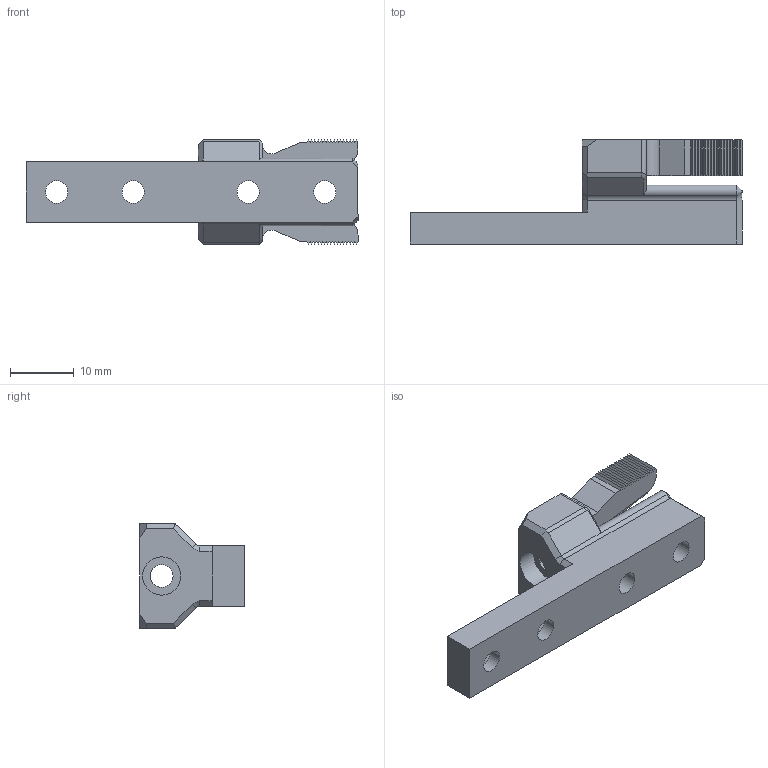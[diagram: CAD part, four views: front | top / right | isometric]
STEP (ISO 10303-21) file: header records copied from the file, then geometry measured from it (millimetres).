
FILE_DESCRIPTION(/* description */ (''),/* implementation_level */ '2;1');
FILE_NAME(/* name */ 'Long Locking Element.step',/* time_stamp */ '2021-05-26T02:14:27+02:00',/* author */ (''),/* organization */ (''),/* preprocessor_version */ 'ST-DEVELOPER v18.1',/* originating_system */ 'Autodesk Translation Framework v10.9.0.1377',/* authorisation */ '');
FILE_SCHEMA (('AUTOMOTIVE_DESIGN { 1 0 10303 214 3 1 1 }'));
Length unit declared in the file: millimetre
Products named in the file (1): Locking Element (1) (1) (1)
Bounding box: 52 x 16.31 x 16.4 mm (x, y, z)
Volume: 4433 mm3; surface area: 3511.9 mm2
Topology: 1 solids, 1 shells, 165 faces, 466 edges, 306 vertices
Faces by surface type: plane 134, cylinder 18, bspline 7, cone 6
Full cylindrical faces by diameter (mm): 3.5 x4, 3.6 x1, 6 x1
Entity records: 5426 total; most frequent: CARTESIAN_POINT 1110, ORIENTED_EDGE 932, DIRECTION 817, EDGE_CURVE 466, LINE 397, VECTOR 397, VERTEX_POINT 306, AXIS2_PLACEMENT_3D 210
